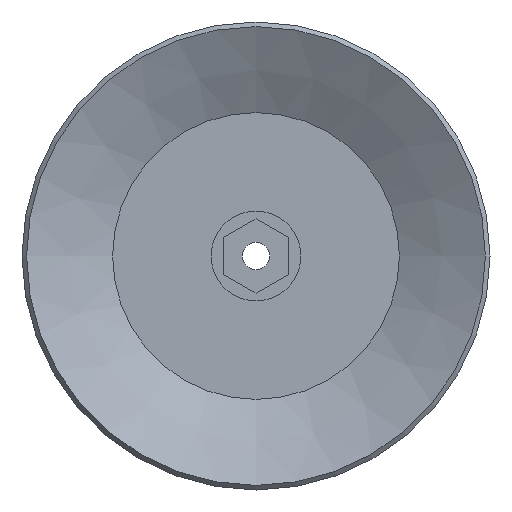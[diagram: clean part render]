
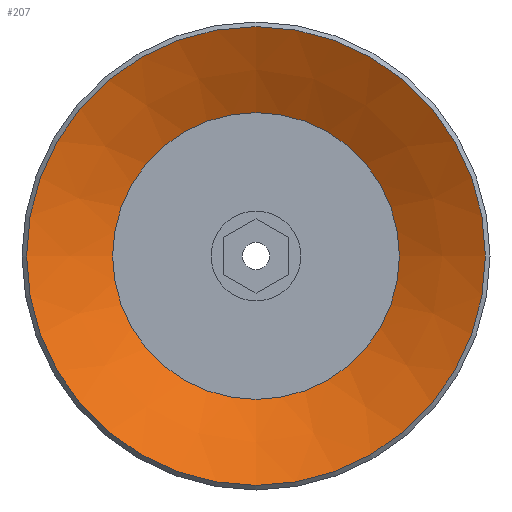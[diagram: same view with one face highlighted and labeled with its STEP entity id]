
A CAD part, front view. The second image highlights one B-rep face of the part: STEP entity #207.
In plain terms, the highlighted conical face has half-angle 61.928 degrees and reference radius 31.25 mm.
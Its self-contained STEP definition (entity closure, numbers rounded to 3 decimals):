
#207 = ADVANCED_FACE( '', ( #433, #434 ), #435, .F. );
#433 = FACE_OUTER_BOUND( '', #713, .T. );
#434 = FACE_BOUND( '', #714, .T. );
#435 = CONICAL_SURFACE( '', #715, 31.25, 1.081 );
#713 = EDGE_LOOP( '', ( #1042 ) );
#714 = EDGE_LOOP( '', ( #1043 ) );
#715 = AXIS2_PLACEMENT_3D( '', #1044, #1045, #1046 );
#1042 = ORIENTED_EDGE( '', *, *, #1495, .T. );
#1043 = ORIENTED_EDGE( '', *, *, #1560, .F. );
#1044 = CARTESIAN_POINT( '', ( 0., 10., 0. ) );
#1045 = DIRECTION( '', ( 0., -1., 0. ) );
#1046 = DIRECTION( '', ( 0., 0., -1. ) );
#1495 = EDGE_CURVE( '', #1707, #1707, #1708, .T. );
#1560 = EDGE_CURVE( '', #1816, #1816, #1817, .T. );
#1707 = VERTEX_POINT( '', #2010 );
#1708 = CIRCLE( '', #2011, 50. );
#1816 = VERTEX_POINT( '', #2182 );
#1817 = CIRCLE( '', #2183, 31.25 );
#2010 = CARTESIAN_POINT( '', ( 0., 0., -50. ) );
#2011 = AXIS2_PLACEMENT_3D( '', #2535, #2536, #2537 );
#2182 = CARTESIAN_POINT( '', ( 0., 10., -31.25 ) );
#2183 = AXIS2_PLACEMENT_3D( '', #2619, #2620, #2621 );
#2535 = CARTESIAN_POINT( '', ( 0., 0., 0. ) );
#2536 = DIRECTION( '', ( 0., -1., 0. ) );
#2537 = DIRECTION( '', ( 0., 0., -1. ) );
#2619 = CARTESIAN_POINT( '', ( 0., 10., 0. ) );
#2620 = DIRECTION( '', ( 0., -1., 0. ) );
#2621 = DIRECTION( '', ( 0., 0., -1. ) );
